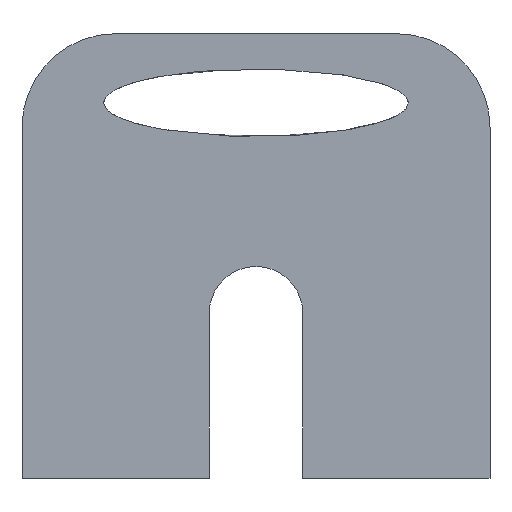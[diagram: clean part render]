
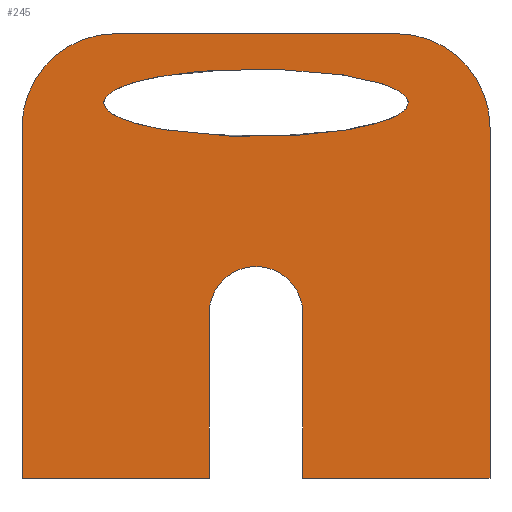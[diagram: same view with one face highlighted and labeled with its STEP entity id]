
A CAD part, front view. The second image highlights one B-rep face of the part: STEP entity #245.
In plain terms, the highlighted planar face has unit normal (0, -1, 0).
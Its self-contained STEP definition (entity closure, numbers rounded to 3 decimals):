
#16=FACE_BOUND('',#58,.T.);
#21=PLANE('',#279);
#26=CIRCLE('',#267,4.);
#30=CIRCLE('',#274,4.);
#31=CIRCLE('',#278,2.);
#43=FACE_OUTER_BOUND('',#57,.T.);
#57=EDGE_LOOP('',(#209,#210,#211,#212,#213,#214,#215,#216,#217,#218));
#58=EDGE_LOOP('',(#219));
#73=LINE('',#404,#98);
#77=LINE('',#414,#102);
#80=LINE('',#420,#105);
#82=LINE('',#426,#107);
#83=LINE('',#427,#108);
#84=LINE('',#429,#109);
#85=LINE('',#430,#110);
#98=VECTOR('',#314,10.);
#102=VECTOR('',#324,10.);
#105=VECTOR('',#329,10.);
#107=VECTOR('',#337,10.);
#108=VECTOR('',#338,10.);
#109=VECTOR('',#339,10.);
#110=VECTOR('',#340,10.);
#114=ELLIPSE('',#265,6.5,1.45);
#116=VERTEX_POINT('',#372);
#117=VERTEX_POINT('',#376);
#118=VERTEX_POINT('',#377);
#129=VERTEX_POINT('',#403);
#130=VERTEX_POINT('',#407);
#131=VERTEX_POINT('',#411);
#132=VERTEX_POINT('',#413);
#133=VERTEX_POINT('',#417);
#134=VERTEX_POINT('',#419);
#135=VERTEX_POINT('',#425);
#136=VERTEX_POINT('',#428);
#139=EDGE_CURVE('',#116,#116,#114,.T.);
#140=EDGE_CURVE('',#117,#118,#26,.T.);
#153=EDGE_CURVE('',#118,#129,#73,.T.);
#155=EDGE_CURVE('',#129,#130,#30,.T.);
#158=EDGE_CURVE('',#132,#131,#77,.T.);
#161=EDGE_CURVE('',#134,#133,#80,.T.);
#163=EDGE_CURVE('',#133,#132,#31,.T.);
#164=EDGE_CURVE('',#135,#117,#82,.T.);
#165=EDGE_CURVE('',#135,#134,#83,.T.);
#166=EDGE_CURVE('',#131,#136,#84,.T.);
#167=EDGE_CURVE('',#136,#130,#85,.T.);
#209=ORIENTED_EDGE('',*,*,#140,.F.);
#210=ORIENTED_EDGE('',*,*,#164,.F.);
#211=ORIENTED_EDGE('',*,*,#165,.T.);
#212=ORIENTED_EDGE('',*,*,#161,.T.);
#213=ORIENTED_EDGE('',*,*,#163,.T.);
#214=ORIENTED_EDGE('',*,*,#158,.T.);
#215=ORIENTED_EDGE('',*,*,#166,.T.);
#216=ORIENTED_EDGE('',*,*,#167,.T.);
#217=ORIENTED_EDGE('',*,*,#155,.F.);
#218=ORIENTED_EDGE('',*,*,#153,.F.);
#219=ORIENTED_EDGE('',*,*,#139,.T.);
#245=ADVANCED_FACE('',(#43,#16),#21,.T.);
#265=AXIS2_PLACEMENT_3D('',#374,#289,#290);
#267=AXIS2_PLACEMENT_3D('',#378,#293,#294);
#274=AXIS2_PLACEMENT_3D('',#408,#318,#319);
#278=AXIS2_PLACEMENT_3D('',#423,#333,#334);
#279=AXIS2_PLACEMENT_3D('',#424,#335,#336);
#289=DIRECTION('center_axis',(0.,1.,0.));
#290=DIRECTION('ref_axis',(1.,0.,0.));
#293=DIRECTION('center_axis',(0.,1.,0.));
#294=DIRECTION('ref_axis',(-0.707,0.,0.707));
#314=DIRECTION('',(1.,0.,0.));
#318=DIRECTION('center_axis',(0.,1.,0.));
#319=DIRECTION('ref_axis',(0.707,0.,0.707));
#324=DIRECTION('',(0.,0.,-1.));
#329=DIRECTION('',(0.,0.,1.));
#333=DIRECTION('center_axis',(0.,1.,0.));
#334=DIRECTION('ref_axis',(-1.,0.,0.));
#335=DIRECTION('center_axis',(0.,-1.,0.));
#336=DIRECTION('ref_axis',(1.,0.,0.));
#337=DIRECTION('',(0.,0.,1.));
#338=DIRECTION('',(1.,0.,0.));
#339=DIRECTION('',(1.,0.,0.));
#340=DIRECTION('',(0.,0.,1.));
#372=CARTESIAN_POINT('',(-6.5,-1.5,16.05));
#374=CARTESIAN_POINT('Origin',(0.,-1.5,16.05));
#376=CARTESIAN_POINT('',(-10.,-1.5,15.));
#377=CARTESIAN_POINT('',(-6.,-1.5,19.));
#378=CARTESIAN_POINT('Origin',(-6.,-1.5,15.));
#403=CARTESIAN_POINT('',(6.,-1.5,19.));
#404=CARTESIAN_POINT('',(-10.,-1.5,19.));
#407=CARTESIAN_POINT('',(10.,-1.5,15.));
#408=CARTESIAN_POINT('Origin',(6.,-1.5,15.));
#411=CARTESIAN_POINT('',(2.,-1.5,0.));
#413=CARTESIAN_POINT('',(2.,-1.5,7.05));
#414=CARTESIAN_POINT('',(2.,-1.5,0.));
#417=CARTESIAN_POINT('',(-2.,-1.5,7.05));
#419=CARTESIAN_POINT('',(-2.,-1.5,0.));
#420=CARTESIAN_POINT('',(-2.,-1.5,3.525));
#423=CARTESIAN_POINT('Origin',(0.,-1.5,7.05));
#424=CARTESIAN_POINT('Origin',(-10.,-1.5,0.));
#425=CARTESIAN_POINT('',(-10.,-1.5,0.));
#426=CARTESIAN_POINT('',(-10.,-1.5,0.));
#427=CARTESIAN_POINT('',(-10.,-1.5,0.));
#428=CARTESIAN_POINT('',(10.,-1.5,0.));
#429=CARTESIAN_POINT('',(-10.,-1.5,0.));
#430=CARTESIAN_POINT('',(10.,-1.5,0.));
